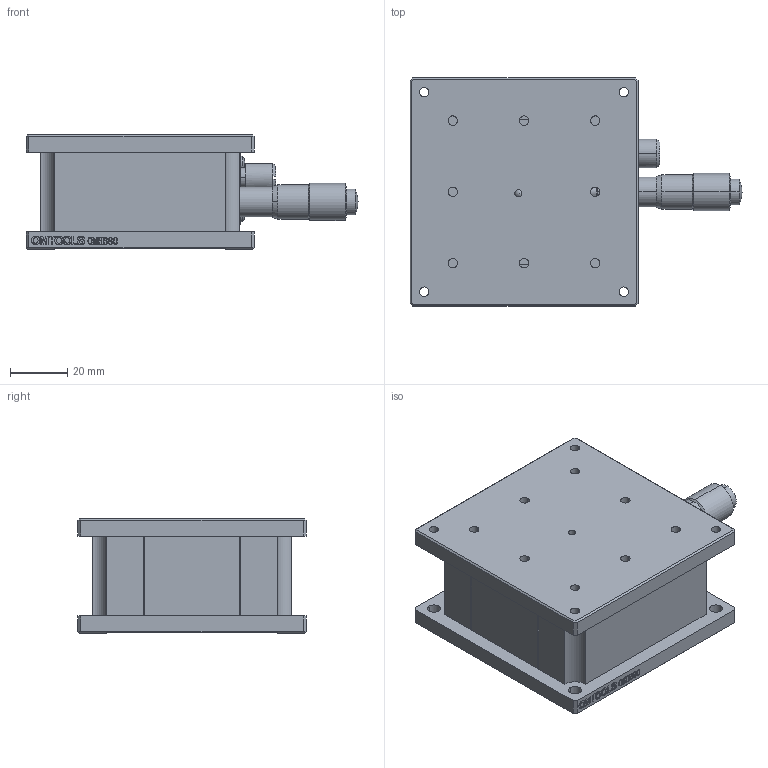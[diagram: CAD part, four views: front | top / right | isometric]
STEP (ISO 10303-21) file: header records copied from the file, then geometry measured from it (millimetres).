
FILE_DESCRIPTION (( 'STEP AP214' ), '1' );
FILE_NAME ('OMHB80.STEP', '2021-02-20T07:14:38', ( 'User' ), ( 'Microsoft' ), 'SwSTEP 2.0', 'SolidWorks 2018', '' );
FILE_SCHEMA (( 'AUTOMOTIVE_DESIGN' ));
Length unit declared in the file: millimetre
Products named in the file (1): OMHB80
Bounding box: 116.46 x 80.01 x 40 mm (x, y, z)
Volume: 182435.9 mm3; surface area: 54617.2 mm2
Topology: 18 solids, 20 shells, 960 faces, 2609 edges, 1667 vertices
Faces by surface type: plane 542, bspline 149, cylinder 148, cone 90, torus 17, sphere 14
Entity records: 44312 total; most frequent: CARTESIAN_POINT 10719, ORIENTED_EDGE 5102, DIRECTION 4217, EDGE_CURVE 2551, VERTEX_POINT 1648, AXIS2_PLACEMENT_3D 1421, LINE 1375, VECTOR 1375
